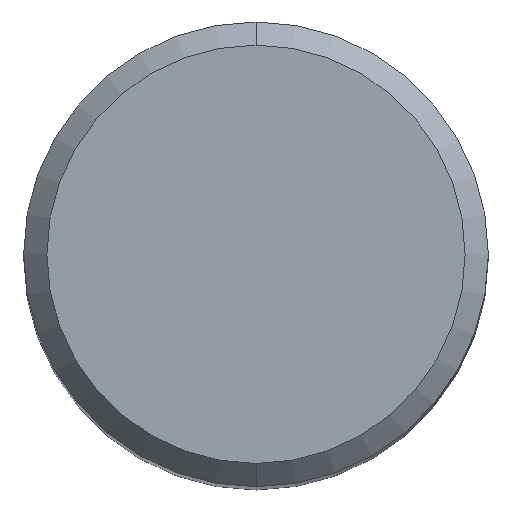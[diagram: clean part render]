
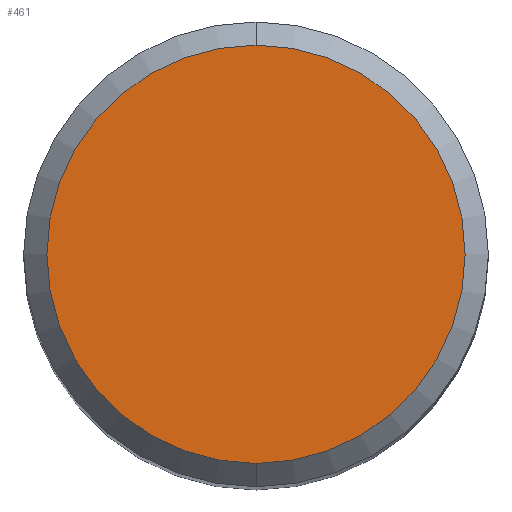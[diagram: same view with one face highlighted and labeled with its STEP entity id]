
A CAD part, top view. The second image highlights one B-rep face of the part: STEP entity #461.
In plain terms, the highlighted planar face has unit normal (0, 0, 1).
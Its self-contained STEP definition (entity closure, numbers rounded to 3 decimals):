
#199=VERTEX_POINT('',#508);
#265=VERTEX_POINT('',#581);
#389=EDGE_CURVE('',#265,#199,#716,.T.);
#399=EDGE_CURVE('',#199,#265,#727,.T.);
#461=ADVANCED_FACE('',(#797),#798,.T.);
#508=CARTESIAN_POINT('',(0.0,5.4,0.));
#581=CARTESIAN_POINT('',(0.,-5.4,0.));
#716=CIRCLE('',#1355,5.4);
#727=CIRCLE('',#1369,5.4);
#797=FACE_OUTER_BOUND('',#1504,.T.);
#798=PLANE('',#1505);
#1355=AXIS2_PLACEMENT_3D('',#1759,#1760,#1761);
#1369=AXIS2_PLACEMENT_3D('',#1775,#1776,#1777);
#1504=EDGE_LOOP('',(#1864,#1865));
#1505=AXIS2_PLACEMENT_3D('',#1866,#1867,#1868);
#1759=CARTESIAN_POINT('',(0.0,0.0,0.));
#1760=DIRECTION('',(0.0,0.0,-1.0));
#1761=DIRECTION('',(0.0,1.0,0.0));
#1775=CARTESIAN_POINT('',(0.0,0.0,0.));
#1776=DIRECTION('',(0.0,0.0,-1.0));
#1777=DIRECTION('',(0.0,1.0,0.0));
#1864=ORIENTED_EDGE('',*,*,#399,.F.);
#1865=ORIENTED_EDGE('',*,*,#389,.F.);
#1866=CARTESIAN_POINT('',(0.0,2.7,0.));
#1867=DIRECTION('',(-0.0,0.0,1.0));
#1868=DIRECTION('',(0.0,-1.0,0.0));
